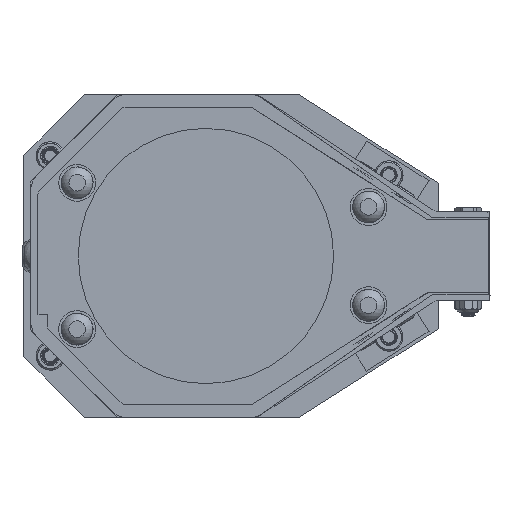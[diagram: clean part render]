
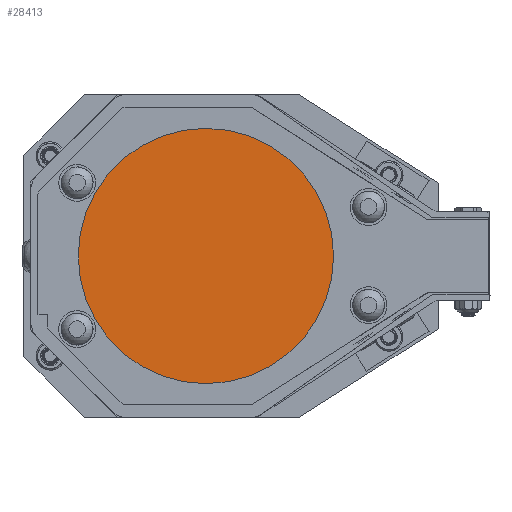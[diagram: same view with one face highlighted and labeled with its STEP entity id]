
A CAD part, left-side view. The second image highlights one B-rep face of the part: STEP entity #28413.
In plain terms, the highlighted planar face has unit normal (-1, 0, 0).
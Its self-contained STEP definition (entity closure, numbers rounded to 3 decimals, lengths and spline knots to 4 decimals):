
#4750=PLANE('',#30950);
#7401=FACE_OUTER_BOUND('',#9536,.T.);
#9536=EDGE_LOOP('',(#22934));
#11992=CIRCLE('',#30951,1.5);
#14067=VERTEX_POINT('',#98421);
#17358=EDGE_CURVE('',#14067,#14067,#11992,.T.);
#22934=ORIENTED_EDGE('',*,*,#17358,.T.);
#28413=ADVANCED_FACE('',(#7401),#4750,.T.);
#30950=AXIS2_PLACEMENT_3D('',#98420,#36101,#36102);
#30951=AXIS2_PLACEMENT_3D('',#98422,#36103,#36104);
#36101=DIRECTION('center_axis',(-1.,0.,0.));
#36102=DIRECTION('ref_axis',(0.,0.,1.));
#36103=DIRECTION('center_axis',(-1.,0.,0.));
#36104=DIRECTION('ref_axis',(0.,0.,
-1.));
#98420=CARTESIAN_POINT('Origin',(-51.188,0.0017,
-0.0003));
#98421=CARTESIAN_POINT('',(-51.188,0.0013,1.4997));
#98422=CARTESIAN_POINT('Origin',(-51.188,0.0017,
-0.0003));
